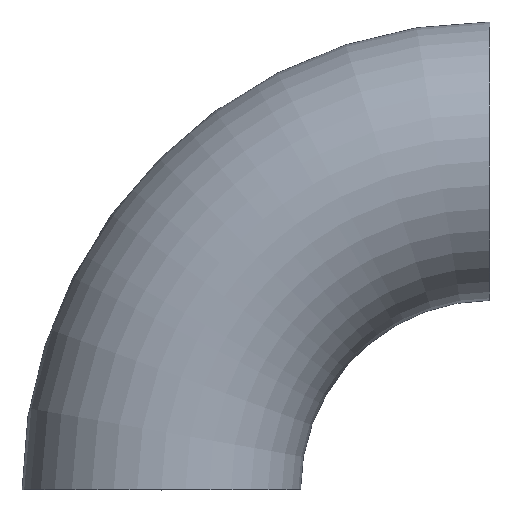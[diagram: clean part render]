
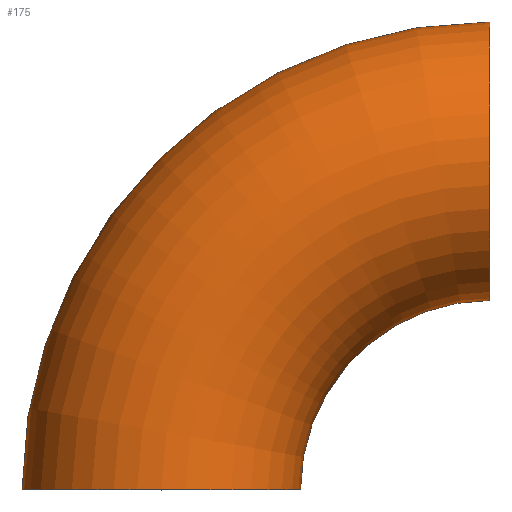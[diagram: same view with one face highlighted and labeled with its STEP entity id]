
A CAD part, top view. The second image highlights one B-rep face of the part: STEP entity #175.
In plain terms, the highlighted toroidal (fillet/blend) face has major radius 57 mm and minor radius 24.15 mm.
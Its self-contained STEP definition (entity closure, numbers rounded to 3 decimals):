
#1 = ORIENTED_EDGE ( 'NONE', *, *, #159, .F. ) ;
#9 = CARTESIAN_POINT ( 'NONE',  ( -24.15, 0., 0. ) ) ;
#10 = DIRECTION ( 'NONE',  ( 0., 1., 0. ) ) ;
#11 = DIRECTION ( 'NONE',  ( 0., 0., 1. ) ) ;
#14 = CARTESIAN_POINT ( 'NONE',  ( 57., 57., 0. ) ) ;
#31 = EDGE_CURVE ( 'NONE', #207, #79, #160, .T. ) ;
#36 = DIRECTION ( 'NONE',  ( 0., 0., 1. ) ) ;
#45 = EDGE_CURVE ( 'NONE', #128, #79, #162, .T. ) ;
#59 = EDGE_CURVE ( 'NONE', #205, #128, #134, .T. ) ;
#68 = CARTESIAN_POINT ( 'NONE',  ( 57., 0., 0. ) ) ;
#70 = DIRECTION ( 'NONE',  ( 1., 0., 0. ) ) ;
#73 = EDGE_LOOP ( 'NONE', ( #1, #85, #120, #153 ) ) ;
#77 = FACE_OUTER_BOUND ( 'NONE', #73, .T. ) ;
#79 = VERTEX_POINT ( 'NONE', #121 ) ;
#80 = AXIS2_PLACEMENT_3D ( 'NONE', #68, #124, #70 ) ;
#85 = ORIENTED_EDGE ( 'NONE', *, *, #59, .T. ) ;
#105 = CARTESIAN_POINT ( 'NONE',  ( 0., 0., 0. ) ) ;
#108 = CARTESIAN_POINT ( 'NONE',  ( 57., 32.85, 0. ) ) ;
#110 = DIRECTION ( 'NONE',  ( 0., 0., 1. ) ) ;
#114 = TOROIDAL_SURFACE ( 'NONE', #172, 57., 24.15 ) ;
#120 = ORIENTED_EDGE ( 'NONE', *, *, #45, .T. ) ;
#121 = CARTESIAN_POINT ( 'NONE',  ( 24.15, 0., 0. ) ) ;
#124 = DIRECTION ( 'NONE',  ( 0., 0., 1. ) ) ;
#128 = VERTEX_POINT ( 'NONE', #9 ) ;
#131 = CARTESIAN_POINT ( 'NONE',  ( 57., 0., 0. ) ) ;
#134 = CIRCLE ( 'NONE', #180, 81.15 ) ;
#138 = AXIS2_PLACEMENT_3D ( 'NONE', #105, #10, #11 ) ;
#145 = DIRECTION ( 'NONE',  ( 0., 0., 1. ) ) ;
#150 = DIRECTION ( 'NONE',  ( 1., 0., 0. ) ) ;
#153 = ORIENTED_EDGE ( 'NONE', *, *, #31, .F. ) ;
#159 = EDGE_CURVE ( 'NONE', #205, #207, #179, .T. ) ;
#160 = CIRCLE ( 'NONE', #80, 32.85 ) ;
#162 = CIRCLE ( 'NONE', #138, 24.15 ) ;
#167 = DIRECTION ( 'NONE',  ( 1., 0., 0. ) ) ;
#172 = AXIS2_PLACEMENT_3D ( 'NONE', #131, #110, #196 ) ;
#175 = ADVANCED_FACE ( 'NONE', ( #77 ), #114, .T. ) ;
#179 = CIRCLE ( 'NONE', #190, 24.15 ) ;
#180 = AXIS2_PLACEMENT_3D ( 'NONE', #192, #145, #167 ) ;
#190 = AXIS2_PLACEMENT_3D ( 'NONE', #14, #150, #36 ) ;
#192 = CARTESIAN_POINT ( 'NONE',  ( 57., 0., 0. ) ) ;
#196 = DIRECTION ( 'NONE',  ( 1., 0., 0. ) ) ;
#205 = VERTEX_POINT ( 'NONE', #252 ) ;
#207 = VERTEX_POINT ( 'NONE', #108 ) ;
#252 = CARTESIAN_POINT ( 'NONE',  ( 57., 81.15, 0. ) ) ;
